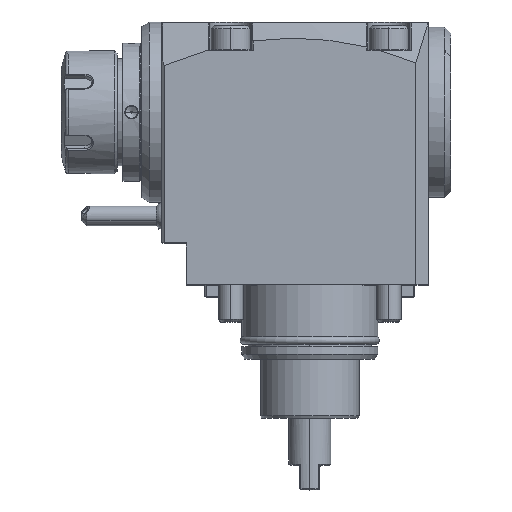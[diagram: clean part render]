
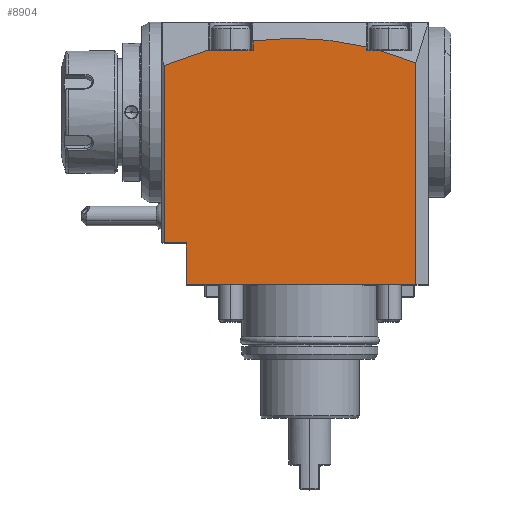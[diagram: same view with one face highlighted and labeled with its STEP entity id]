
A CAD part, top view. The second image highlights one B-rep face of the part: STEP entity #8904.
In plain terms, the highlighted planar face has unit normal (0, 0, 1).
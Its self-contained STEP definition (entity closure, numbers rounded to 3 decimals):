
#1777=DIRECTION('',(0.,1.,0.));
#1778=VECTOR('',#1777,89.954);
#1779=CARTESIAN_POINT('',(103.,0.,42.5));
#1780=LINE('',#1779,#1778);
#1800=DIRECTION('',(-1.,0.,0.));
#1801=VECTOR('',#1800,93.);
#1802=CARTESIAN_POINT('',(103.,0.,42.5));
#1803=LINE('',#1802,#1801);
#2313=DIRECTION('',(0.,1.,0.));
#2314=VECTOR('',#2313,17.);
#2315=CARTESIAN_POINT('',(10.,0.,42.5));
#2316=LINE('',#2315,#2314);
#2317=DIRECTION('',(1.,0.,0.));
#2318=VECTOR('',#2317,9.);
#2319=CARTESIAN_POINT('',(1.,17.,42.5));
#2320=LINE('',#2319,#2318);
#2321=DIRECTION('',(0.,1.,0.));
#2322=VECTOR('',#2321,71.4);
#2323=CARTESIAN_POINT('',(1.,17.5,42.5));
#2324=LINE('',#2323,#2322);
#2325=CARTESIAN_POINT('',(18.964,95.187,42.5));
#2326=CARTESIAN_POINT('',(12.837,93.491,42.5));
#2327=CARTESIAN_POINT('',(6.855,91.378,42.5));
#2328=CARTESIAN_POINT('',(1.,88.9,42.5));
#2330=DIRECTION('',(-0.268,0.963,0.));
#2331=VECTOR('',#2330,0.194);
#2332=CARTESIAN_POINT('',(19.016,95.,42.5));
#2333=LINE('',#2332,#2331);
#2334=DIRECTION('',(0.,-1.,0.));
#2335=VECTOR('',#2334,3.865);
#2336=CARTESIAN_POINT('',(37.,98.865,42.5));
#2337=LINE('',#2336,#2335);
#2338=CARTESIAN_POINT('',(37.,98.865,42.5));
#2339=CARTESIAN_POINT('',(52.484,100.895,42.5));
#2340=CARTESIAN_POINT('',(67.814,100.013,42.5));
#2341=CARTESIAN_POINT('',(83.,96.373,42.5));
#2343=DIRECTION('',(0.,1.,0.));
#2344=VECTOR('',#2343,1.373);
#2345=CARTESIAN_POINT('',(83.,95.,42.5));
#2346=LINE('',#2345,#2344);
#2347=CARTESIAN_POINT('',(88.259,95.,42.5));
#2348=CARTESIAN_POINT('',(93.264,93.587,42.5));
#2349=CARTESIAN_POINT('',(98.175,91.896,42.5));
#2350=CARTESIAN_POINT('',(103.,89.954,42.5));
#2352=DIRECTION('',(0.,1.,0.));
#2353=VECTOR('',#2352,0.5);
#2354=CARTESIAN_POINT('',(1.,17.,42.5));
#2355=LINE('',#2354,#2353);
#2376=CARTESIAN_POINT('',(1.,88.9,42.5));
#2456=DIRECTION('',(-1.,0.,0.));
#2457=VECTOR('',#2456,17.984);
#2458=CARTESIAN_POINT('',(37.,95.,42.5));
#2459=LINE('',#2458,#2457);
#2601=DIRECTION('',(-1.,0.,0.));
#2602=VECTOR('',#2601,5.259);
#2603=CARTESIAN_POINT('',(88.259,95.,42.5));
#2604=LINE('',#2603,#2602);
#2658=CARTESIAN_POINT('',(37.,98.865,42.5));
#4635=VERTEX_POINT('',#2347);
#4636=VERTEX_POINT('',#2350);
#4637=VERTEX_POINT('',#2376);
#4656=CARTESIAN_POINT('',(19.016,95.,42.5));
#4658=VERTEX_POINT('',#4656);
#4667=CARTESIAN_POINT('',(18.964,95.187,42.5));
#4668=VERTEX_POINT('',#4667);
#4672=VERTEX_POINT('',#2658);
#4673=CARTESIAN_POINT('',(37.,95.,42.5));
#4674=VERTEX_POINT('',#4673);
#4693=VERTEX_POINT('',#2341);
#4707=CARTESIAN_POINT('',(83.,95.,42.5));
#4709=VERTEX_POINT('',#4707);
#5255=CARTESIAN_POINT('',(103.,0.,42.5));
#5256=VERTEX_POINT('',#5255);
#5302=CARTESIAN_POINT('',(10.,0.,42.5));
#5304=VERTEX_POINT('',#5302);
#5305=CARTESIAN_POINT('',(1.,17.,42.5));
#5306=CARTESIAN_POINT('',(10.,17.,42.5));
#5307=VERTEX_POINT('',#5305);
#5308=VERTEX_POINT('',#5306);
#5346=CARTESIAN_POINT('',(1.,17.5,42.5));
#5348=VERTEX_POINT('',#5346);
#8873=CARTESIAN_POINT('',(0.,106.5,42.5));
#8874=DIRECTION('',(0.,0.,1.));
#8875=DIRECTION('',(0.,-1.,0.));
#8876=AXIS2_PLACEMENT_3D('',#8873,#8874,#8875);
#8877=PLANE('',#8876);
#8878=ORIENTED_EDGE('',*,*,#8017,.F.);
#8879=ORIENTED_EDGE('',*,*,#8038,.T.);
#8880=ORIENTED_EDGE('',*,*,#8866,.T.);
#8881=ORIENTED_EDGE('',*,*,#8855,.F.);
#8883=ORIENTED_EDGE('',*,*,#8882,.T.);
#8885=ORIENTED_EDGE('',*,*,#8884,.T.);
#8887=ORIENTED_EDGE('',*,*,#8886,.F.);
#8889=ORIENTED_EDGE('',*,*,#8888,.F.);
#8891=ORIENTED_EDGE('',*,*,#8890,.F.);
#8893=ORIENTED_EDGE('',*,*,#8892,.F.);
#8895=ORIENTED_EDGE('',*,*,#8894,.T.);
#8897=ORIENTED_EDGE('',*,*,#8896,.F.);
#8899=ORIENTED_EDGE('',*,*,#8898,.F.);
#8901=ORIENTED_EDGE('',*,*,#8900,.T.);
#8902=EDGE_LOOP('',(#8878,#8879,#8880,#8881,#8883,#8885,#8887,#8889,#8891,#8893,
#8895,#8897,#8899,#8901));
#8903=FACE_OUTER_BOUND('',#8902,.F.);
#2329=B_SPLINE_CURVE_WITH_KNOTS('',3,(#2325,#2326,#2327,#2328),.UNSPECIFIED.,
.F.,.F.,(4,4),(0.,1.),.UNSPECIFIED.);
#2342=B_SPLINE_CURVE_WITH_KNOTS('',3,(#2338,#2339,#2340,#2341),.UNSPECIFIED.,
.F.,.F.,(4,4),(0.,1.),.UNSPECIFIED.);
#2351=B_SPLINE_CURVE_WITH_KNOTS('',3,(#2347,#2348,#2349,#2350),.UNSPECIFIED.,
.F.,.F.,(4,4),(0.,1.),.UNSPECIFIED.);
#8017=EDGE_CURVE('',#5256,#4636,#1780,.T.);
#8038=EDGE_CURVE('',#5256,#5304,#1803,.T.);
#8855=EDGE_CURVE('',#5307,#5308,#2320,.T.);
#8866=EDGE_CURVE('',#5304,#5308,#2316,.T.);
#8882=EDGE_CURVE('',#5307,#5348,#2355,.T.);
#8884=EDGE_CURVE('',#5348,#4637,#2324,.T.);
#8886=EDGE_CURVE('',#4668,#4637,#2329,.T.);
#8888=EDGE_CURVE('',#4658,#4668,#2333,.T.);
#8890=EDGE_CURVE('',#4674,#4658,#2459,.T.);
#8892=EDGE_CURVE('',#4672,#4674,#2337,.T.);
#8894=EDGE_CURVE('',#4672,#4693,#2342,.T.);
#8896=EDGE_CURVE('',#4709,#4693,#2346,.T.);
#8898=EDGE_CURVE('',#4635,#4709,#2604,.T.);
#8900=EDGE_CURVE('',#4635,#4636,#2351,.T.);
#8904=ADVANCED_FACE('',(#8903),#8877,.T.);
